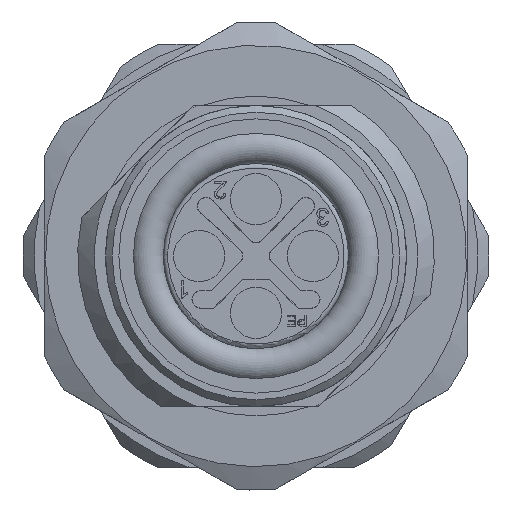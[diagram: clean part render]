
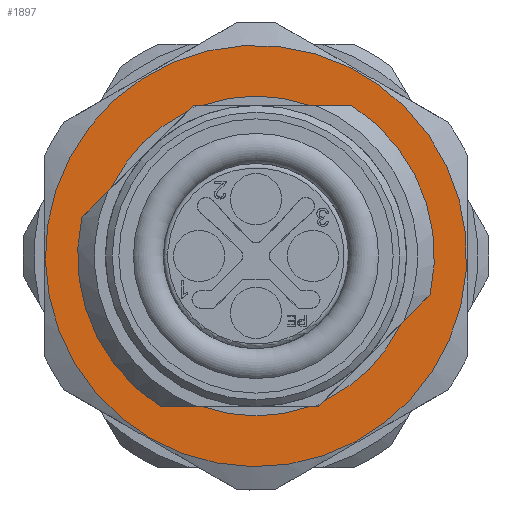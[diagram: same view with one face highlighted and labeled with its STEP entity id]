
A CAD part, left-side view. The second image highlights one B-rep face of the part: STEP entity #1897.
In plain terms, the highlighted planar face has unit normal (-1, 0, 0).
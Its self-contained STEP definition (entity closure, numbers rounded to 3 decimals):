
#618=LINE('',#9770,#1104);
#619=LINE('',#9772,#1105);
#620=LINE('',#9776,#1106);
#621=LINE('',#9777,#1107);
#622=LINE('',#9778,#1108);
#623=LINE('',#9780,#1109);
#624=LINE('',#9781,#1110);
#625=LINE('',#9782,#1111);
#1104=VECTOR('',#7396,1.);
#1105=VECTOR('',#7397,1.);
#1106=VECTOR('',#7400,1.);
#1107=VECTOR('',#7401,1.);
#1108=VECTOR('',#7402,1.);
#1109=VECTOR('',#7403,1.);
#1110=VECTOR('',#7404,1.);
#1111=VECTOR('',#7405,1.);
#1670=PLANE('',#6300);
#1897=ADVANCED_FACE('',(#2158,#2159),#1670,.T.);
#2158=FACE_BOUND('',#2396,.T.);
#2159=FACE_BOUND('',#2397,.T.);
#2396=EDGE_LOOP('',(#3344,#3345,#3346,#3347,#3348,#3349,#3350,#3351,#3352,
#3353,#3354,#3355,#3356,#3357));
#2397=EDGE_LOOP('',(#3358));
#3344=ORIENTED_EDGE('',*,*,#5322,.F.);
#3345=ORIENTED_EDGE('',*,*,#5323,.F.);
#3346=ORIENTED_EDGE('',*,*,#5324,.F.);
#3347=ORIENTED_EDGE('',*,*,#5325,.F.);
#3348=ORIENTED_EDGE('',*,*,#5309,.F.);
#3349=ORIENTED_EDGE('',*,*,#5326,.T.);
#3350=ORIENTED_EDGE('',*,*,#5307,.F.);
#3351=ORIENTED_EDGE('',*,*,#5327,.T.);
#3352=ORIENTED_EDGE('',*,*,#5328,.T.);
#3353=ORIENTED_EDGE('',*,*,#5298,.F.);
#3354=ORIENTED_EDGE('',*,*,#5329,.T.);
#3355=ORIENTED_EDGE('',*,*,#5287,.F.);
#3356=ORIENTED_EDGE('',*,*,#5330,.F.);
#3357=ORIENTED_EDGE('',*,*,#5284,.F.);
#3358=ORIENTED_EDGE('',*,*,#5245,.F.);
#4561=VERTEX_POINT('',#9559);
#4588=VERTEX_POINT('',#9667);
#4589=VERTEX_POINT('',#9669);
#4591=VERTEX_POINT('',#9674);
#4592=VERTEX_POINT('',#9676);
#4597=VERTEX_POINT('',#9698);
#4599=VERTEX_POINT('',#9702);
#4604=VERTEX_POINT('',#9723);
#4606=VERTEX_POINT('',#9727);
#4607=VERTEX_POINT('',#9731);
#4609=VERTEX_POINT('',#9734);
#4616=VERTEX_POINT('',#9771);
#4617=VERTEX_POINT('',#9773);
#4618=VERTEX_POINT('',#9775);
#4619=VERTEX_POINT('',#9779);
#5245=EDGE_CURVE('',#4561,#4561,#5843,.T.);
#5284=EDGE_CURVE('',#4588,#4589,#5857,.T.);
#5287=EDGE_CURVE('',#4591,#4592,#5858,.T.);
#5298=EDGE_CURVE('',#4599,#4597,#5862,.T.);
#5307=EDGE_CURVE('',#4606,#4604,#5865,.T.);
#5309=EDGE_CURVE('',#4607,#4609,#5866,.T.);
#5322=EDGE_CURVE('',#4616,#4588,#618,.T.);
#5323=EDGE_CURVE('',#4617,#4616,#619,.T.);
#5324=EDGE_CURVE('',#4618,#4617,#5870,.T.);
#5325=EDGE_CURVE('',#4609,#4618,#620,.T.);
#5326=EDGE_CURVE('',#4607,#4604,#621,.T.);
#5327=EDGE_CURVE('',#4606,#4619,#622,.T.);
#5328=EDGE_CURVE('',#4619,#4597,#623,.T.);
#5329=EDGE_CURVE('',#4599,#4592,#624,.T.);
#5330=EDGE_CURVE('',#4589,#4591,#625,.T.);
#5843=CIRCLE('',#6246,9.45);
#5857=CIRCLE('',#6273,7.172);
#5858=CIRCLE('',#6275,8.);
#5862=CIRCLE('',#6282,7.172);
#5865=CIRCLE('',#6288,7.172);
#5866=CIRCLE('',#6290,8.);
#5870=CIRCLE('',#6299,7.172);
#6246=AXIS2_PLACEMENT_3D('',#9558,#7254,#7255);
#6273=AXIS2_PLACEMENT_3D('',#9668,#7327,#7328);
#6275=AXIS2_PLACEMENT_3D('',#9675,#7333,#7334);
#6282=AXIS2_PLACEMENT_3D('',#9703,#7352,#7353);
#6288=AXIS2_PLACEMENT_3D('',#9728,#7368,#7369);
#6290=AXIS2_PLACEMENT_3D('',#9733,#7373,#7374);
#6299=AXIS2_PLACEMENT_3D('',#9774,#7398,#7399);
#6300=AXIS2_PLACEMENT_3D('',#9783,#7406,#7407);
#7254=DIRECTION('',(1.,0.,0.));
#7255=DIRECTION('',(0.,0.5,-0.866));
#7327=DIRECTION('',(-1.,0.,0.));
#7328=DIRECTION('',(0.,-0.5,0.866));
#7333=DIRECTION('',(-1.,0.,0.));
#7334=DIRECTION('',(0.,-1.,0.));
#7352=DIRECTION('',(-1.,0.,0.));
#7353=DIRECTION('',(0.,-0.5,0.866));
#7368=DIRECTION('',(-1.,0.,0.));
#7369=DIRECTION('',(0.,-0.5,0.866));
#7373=DIRECTION('',(-1.,0.,0.));
#7374=DIRECTION('',(0.,-1.,0.));
#7396=DIRECTION('',(0.,-0.707,0.707));
#7397=DIRECTION('',(0.,-1.,0.));
#7398=DIRECTION('',(-1.,0.,0.));
#7399=DIRECTION('',(0.,-0.5,0.866));
#7400=DIRECTION('',(0.,-1.,0.));
#7401=DIRECTION('',(0.,-0.707,0.707));
#7402=DIRECTION('',(0.,-0.707,0.707));
#7403=DIRECTION('',(0.,-1.,0.));
#7404=DIRECTION('',(0.,-1.,0.));
#7405=DIRECTION('',(0.,-0.707,0.707));
#7406=DIRECTION('',(-1.,0.,0.));
#7407=DIRECTION('',(0.,0.5,-0.866));
#9558=CARTESIAN_POINT('',(11.55,0.,0.));
#9559=CARTESIAN_POINT('',(11.55,4.725,-8.184));
#9667=CARTESIAN_POINT('',(11.55,-3.059,-6.487));
#9668=CARTESIAN_POINT('',(11.55,0.,0.));
#9669=CARTESIAN_POINT('',(11.55,-6.487,-3.059));
#9674=CARTESIAN_POINT('',(11.55,-7.809,-1.737));
#9675=CARTESIAN_POINT('',(11.55,0.,0.));
#9676=CARTESIAN_POINT('',(11.55,-4.294,6.75));
#9698=CARTESIAN_POINT('',(11.55,2.424,6.75));
#9702=CARTESIAN_POINT('',(11.55,-2.424,6.75));
#9703=CARTESIAN_POINT('',(11.55,0.,0.));
#9723=CARTESIAN_POINT('',(11.55,6.487,3.059));
#9727=CARTESIAN_POINT('',(11.55,3.059,6.487));
#9728=CARTESIAN_POINT('',(11.55,0.,0.));
#9731=CARTESIAN_POINT('',(11.55,7.809,1.737));
#9733=CARTESIAN_POINT('',(11.55,0.,0.));
#9734=CARTESIAN_POINT('',(11.55,4.294,-6.75));
#9770=CARTESIAN_POINT('',(11.55,-8.835,-0.711));
#9771=CARTESIAN_POINT('',(11.55,-2.796,-6.75));
#9772=CARTESIAN_POINT('',(11.55,-2.796,-6.75));
#9773=CARTESIAN_POINT('',(11.55,-2.424,-6.75));
#9774=CARTESIAN_POINT('',(11.55,0.,0.));
#9775=CARTESIAN_POINT('',(11.55,2.424,-6.75));
#9776=CARTESIAN_POINT('',(11.55,-2.796,-6.75));
#9777=CARTESIAN_POINT('',(11.55,2.796,6.75));
#9778=CARTESIAN_POINT('',(11.55,2.796,6.75));
#9779=CARTESIAN_POINT('',(11.55,2.796,6.75));
#9780=CARTESIAN_POINT('',(11.55,-5.744,6.75));
#9781=CARTESIAN_POINT('',(11.55,-5.744,6.75));
#9782=CARTESIAN_POINT('',(11.55,-8.835,-0.711));
#9783=CARTESIAN_POINT('',(11.55,0.,0.));
